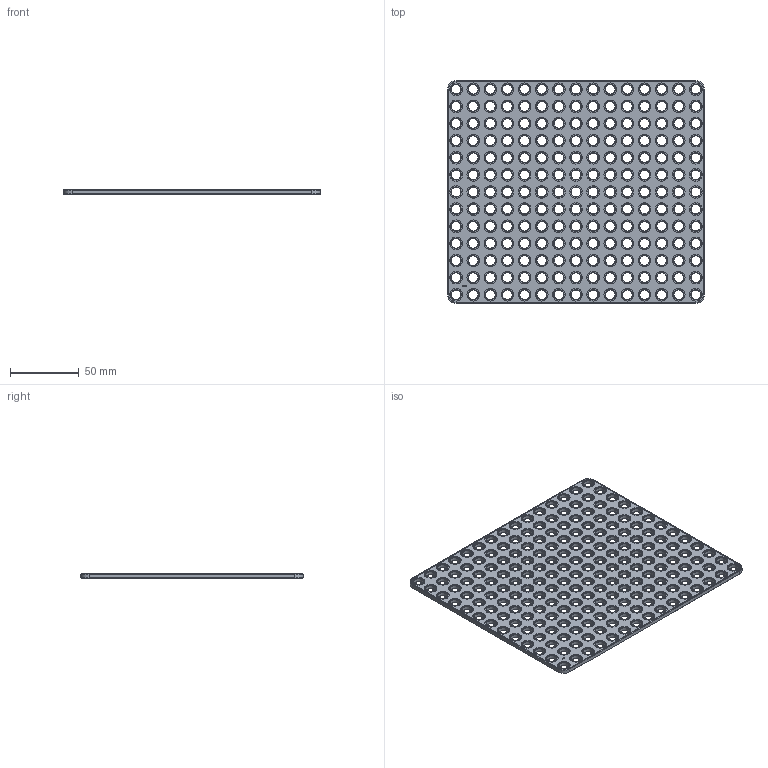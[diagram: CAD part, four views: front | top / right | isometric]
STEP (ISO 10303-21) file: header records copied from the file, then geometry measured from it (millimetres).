
FILE_DESCRIPTION(('FreeCAD Model'),'2;1');
FILE_NAME('Open CASCADE Shape Model','2024-10-08T19:28:48',(''),(''), 'Open CASCADE STEP processor 7.7','FreeCAD','Unknown');
FILE_SCHEMA(('AUTOMOTIVE_DESIGN { 1 0 10303 214 1 1 1 1 }'));
Length unit declared in the file: millimetre
Products named in the file (1): Plate RCT CRNR BU15x13x00.25 - SPN-PLT-0174 (stemfie.org)
Bounding box: 187.5 x 162.5 x 3.12 mm (x, y, z)
Volume: 67815 mm3; surface area: 60977.3 mm2
Topology: 1 solids, 1 shells, 1420 faces, 3167 edges, 1976 vertices
Faces by surface type: plane 534, cylinder 398, cone 398, extrusion 90
Full cylindrical faces by diameter (mm): 7 x195, 9.2 x195
Entity records: 40308 total; most frequent: CARTESIAN_POINT 7293, DIRECTION 6933, ORIENTED_EDGE 6334, EDGE_CURVE 3167, AXIS2_PLACEMENT_3D 2525, FACE_BOUND 2037, EDGE_LOOP 2037, VERTEX_POINT 1976
